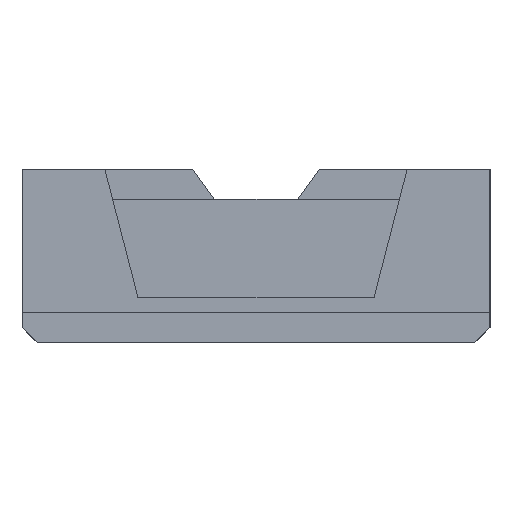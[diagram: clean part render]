
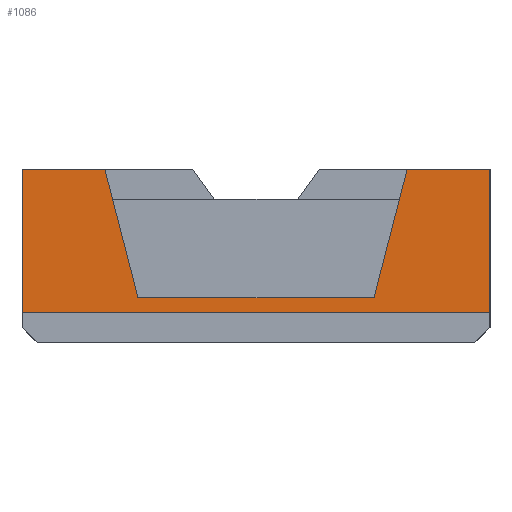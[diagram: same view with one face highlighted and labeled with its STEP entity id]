
A CAD part, left-side view. The second image highlights one B-rep face of the part: STEP entity #1086.
In plain terms, the highlighted planar face has unit normal (-1, 0, 0).
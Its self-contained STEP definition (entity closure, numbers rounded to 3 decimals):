
#182=ORIENTED_EDGE('',*,*,#426,.F.);
#183=ORIENTED_EDGE('',*,*,#392,.F.);
#184=ORIENTED_EDGE('',*,*,#363,.F.);
#185=ORIENTED_EDGE('',*,*,#439,.T.);
#186=ORIENTED_EDGE('',*,*,#440,.T.);
#187=ORIENTED_EDGE('',*,*,#441,.T.);
#188=ORIENTED_EDGE('',*,*,#432,.F.);
#189=ORIENTED_EDGE('',*,*,#429,.F.);
#363=EDGE_CURVE('',#514,#515,#617,.T.);
#392=EDGE_CURVE('',#515,#534,#646,.T.);
#426=EDGE_CURVE('',#534,#557,#680,.T.);
#429=EDGE_CURVE('',#557,#558,#683,.T.);
#432=EDGE_CURVE('',#558,#560,#686,.T.);
#439=EDGE_CURVE('',#514,#564,#693,.T.);
#440=EDGE_CURVE('',#564,#565,#694,.T.);
#441=EDGE_CURVE('',#565,#560,#695,.T.);
#514=VERTEX_POINT('',#1529);
#515=VERTEX_POINT('',#1530);
#534=VERTEX_POINT('',#1586);
#557=VERTEX_POINT('',#1651);
#558=VERTEX_POINT('',#1656);
#560=VERTEX_POINT('',#1662);
#564=VERTEX_POINT('',#1675);
#565=VERTEX_POINT('',#1677);
#617=LINE('',#1528,#771);
#646=LINE('',#1585,#800);
#680=LINE('',#1650,#834);
#683=LINE('',#1655,#837);
#686=LINE('',#1661,#840);
#693=LINE('',#1674,#847);
#694=LINE('',#1676,#848);
#695=LINE('',#1678,#849);
#771=VECTOR('',#1238,1000.);
#800=VECTOR('',#1283,1000.);
#834=VECTOR('',#1333,1000.);
#837=VECTOR('',#1338,1000.);
#840=VECTOR('',#1343,1000.);
#847=VECTOR('',#1354,1000.);
#848=VECTOR('',#1355,1000.);
#849=VECTOR('',#1356,1000.);
#918=EDGE_LOOP('',(#182,#183,#184,#185,#186,#187,#188,#189));
#974=FACE_BOUND('',#918,.T.);
#1030=PLANE('',#1155);
#1086=ADVANCED_FACE('',(#974),#1030,.F.);
#1155=AXIS2_PLACEMENT_3D('',#1673,#1352,#1353);
#1238=DIRECTION('',(0.,1.,0.));
#1283=DIRECTION('',(0.,0.,1.));
#1333=DIRECTION('',(0.,-1.,0.));
#1338=DIRECTION('',(0.,-0.25,-0.968));
#1343=DIRECTION('',(0.,-1.,0.));
#1352=DIRECTION('',(1.,0.,0.));
#1353=DIRECTION('',(0.,0.,-1.));
#1354=DIRECTION('',(0.,0.,1.));
#1355=DIRECTION('',(0.,1.,0.));
#1356=DIRECTION('',(0.,0.25,-0.968));
#1528=CARTESIAN_POINT('',(-15.,9.2,-6.75));
#1529=CARTESIAN_POINT('',(-15.,-6.3,-6.75));
#1530=CARTESIAN_POINT('',(-15.,24.7,-6.75));
#1585=CARTESIAN_POINT('',(-15.,24.7,2.75));
#1586=CARTESIAN_POINT('',(-15.,24.7,2.75));
#1650=CARTESIAN_POINT('',(-15.,19.211,2.75));
#1651=CARTESIAN_POINT('',(-15.,19.211,2.75));
#1655=CARTESIAN_POINT('',(-15.,19.211,2.75));
#1656=CARTESIAN_POINT('',(-15.,17.017,-5.75));
#1661=CARTESIAN_POINT('',(-15.,9.2,-5.75));
#1662=CARTESIAN_POINT('',(-15.,1.383,-5.75));
#1673=CARTESIAN_POINT('',(-15.,0.,0.));
#1674=CARTESIAN_POINT('',(-15.,-6.3,2.75));
#1675=CARTESIAN_POINT('',(-15.,-6.3,2.75));
#1676=CARTESIAN_POINT('',(-15.,-0.811,2.75));
#1677=CARTESIAN_POINT('',(-15.,-0.811,2.75));
#1678=CARTESIAN_POINT('',(-15.,-0.811,2.75));
